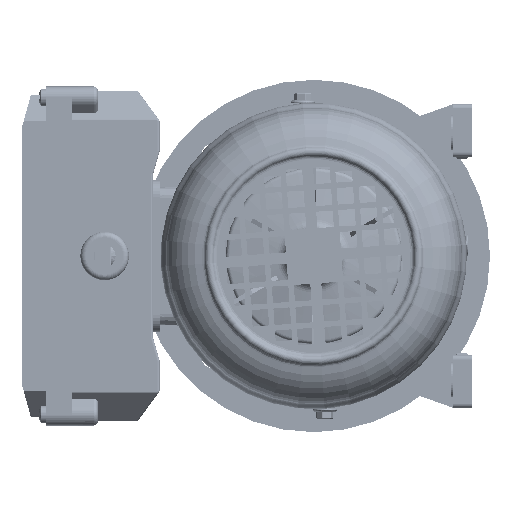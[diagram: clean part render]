
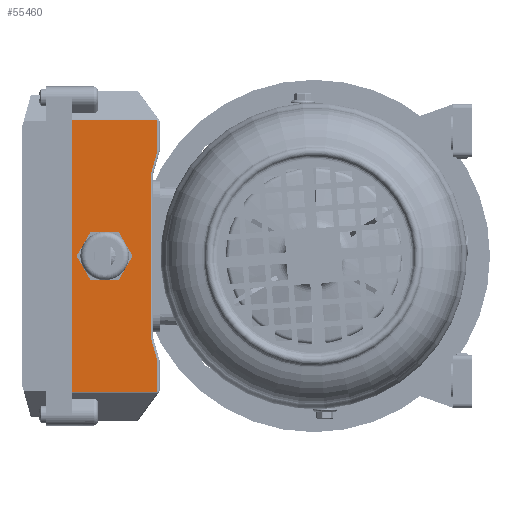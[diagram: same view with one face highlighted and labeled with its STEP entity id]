
A CAD part, left-side view. The second image highlights one B-rep face of the part: STEP entity #55460.
In plain terms, the highlighted face is planar.
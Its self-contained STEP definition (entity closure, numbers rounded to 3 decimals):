
#53765 = VERTEX_POINT ( 'NONE', #108687 ) ;
#53768 = EDGE_CURVE ( 'NONE', #53765, #53770, #108686, .T. ) ;
#53770 = VERTEX_POINT ( 'NONE', #108681 ) ;
#54424 = VERTEX_POINT ( 'NONE', #109457 ) ;
#54428 = EDGE_CURVE ( 'NONE', #54424, #54431, #109456, .T. ) ;
#54431 = VERTEX_POINT ( 'NONE', #109452 ) ;
#55434 = EDGE_CURVE ( 'NONE', #55570, #55436, #110412, .T. ) ;
#55436 = VERTEX_POINT ( 'NONE', #110408 ) ;
#55437 = ORIENTED_EDGE ( 'NONE', *, *, #55438, .T. ) ;
#55438 = EDGE_CURVE ( 'NONE', #55436, #55534, #110407, .T. ) ;
#55460 = ADVANCED_FACE ( 'NONE', ( #110441, #110440 ), #110439, .F. ) ;
#55511 = ORIENTED_EDGE ( 'NONE', *, *, #55514, .F. ) ;
#55514 = EDGE_CURVE ( 'NONE', #53770, #53765, #110509, .T. ) ;
#55516 = ORIENTED_EDGE ( 'NONE', *, *, #53768, .F. ) ;
#55534 = VERTEX_POINT ( 'NONE', #110489 ) ;
#55535 = ORIENTED_EDGE ( 'NONE', *, *, #55537, .T. ) ;
#55537 = EDGE_CURVE ( 'NONE', #55534, #55538, #110488, .T. ) ;
#55538 = VERTEX_POINT ( 'NONE', #110484 ) ;
#55540 = ORIENTED_EDGE ( 'NONE', *, *, #55542, .T. ) ;
#55542 = EDGE_CURVE ( 'NONE', #55538, #55544, #110483, .T. ) ;
#55544 = VERTEX_POINT ( 'NONE', #110479 ) ;
#55546 = ORIENTED_EDGE ( 'NONE', *, *, #55547, .T. ) ;
#55547 = EDGE_CURVE ( 'NONE', #55544, #55548, #110478, .T. ) ;
#55548 = VERTEX_POINT ( 'NONE', #110536 ) ;
#55549 = ORIENTED_EDGE ( 'NONE', *, *, #55551, .T. ) ;
#55551 = EDGE_CURVE ( 'NONE', #55548, #54431, #110535, .T. ) ;
#55553 = ORIENTED_EDGE ( 'NONE', *, *, #54428, .F. ) ;
#55554 = EDGE_LOOP ( 'NONE', ( #55511, #55516 ) ) ;
#55555 = EDGE_LOOP ( 'NONE', ( #55556, #55560, #55567, #55572, #55437, #55535, #55540, #55546, #55549, #55553 ) ) ;
#55556 = ORIENTED_EDGE ( 'NONE', *, *, #55557, .T. ) ;
#55557 = EDGE_CURVE ( 'NONE', #54424, #55558, #110531, .T. ) ;
#55558 = VERTEX_POINT ( 'NONE', #110527 ) ;
#55560 = ORIENTED_EDGE ( 'NONE', *, *, #55563, .T. ) ;
#55563 = EDGE_CURVE ( 'NONE', #55558, #55565, #110526, .T. ) ;
#55565 = VERTEX_POINT ( 'NONE', #110522 ) ;
#55567 = ORIENTED_EDGE ( 'NONE', *, *, #55568, .T. ) ;
#55568 = EDGE_CURVE ( 'NONE', #55565, #55570, #110521, .T. ) ;
#55570 = VERTEX_POINT ( 'NONE', #110517 ) ;
#55572 = ORIENTED_EDGE ( 'NONE', *, *, #55434, .T. ) ;
#108681 = CARTESIAN_POINT ( 'NONE',  ( -8., 25., -60.5 ) ) ;
#108682 = DIRECTION ( 'NONE',  ( -1., 0., 0. ) ) ;
#108683 = DIRECTION ( 'NONE',  ( 0., 0., -1. ) ) ;
#108684 = CARTESIAN_POINT ( 'NONE',  ( 0., 25., -60.5 ) ) ;
#108685 = AXIS2_PLACEMENT_3D ( 'NONE', #108684, #108683, #108682 ) ;
#108686 = CIRCLE ( 'NONE', #108685, 8. ) ;
#108687 = CARTESIAN_POINT ( 'NONE',  ( 8., 25., -60.5 ) ) ;
#109452 = CARTESIAN_POINT ( 'NONE',  ( -61.586, 40., -60.5 ) ) ;
#109453 = DIRECTION ( 'NONE',  ( -1., 0., 0. ) ) ;
#109454 = VECTOR ( 'NONE', #109453, 1000. ) ;
#109455 = CARTESIAN_POINT ( 'NONE',  ( -62., 40., -60.5 ) ) ;
#109456 = LINE ( 'NONE', #109455, #109454 ) ;
#109457 = CARTESIAN_POINT ( 'NONE',  ( 61.586, 40., -60.5 ) ) ;
#110404 = DIRECTION ( 'NONE',  ( -1., 0., 0. ) ) ;
#110405 = VECTOR ( 'NONE', #110404, 1000. ) ;
#110406 = CARTESIAN_POINT ( 'NONE',  ( 62., 4., -60.5 ) ) ;
#110407 = LINE ( 'NONE', #110406, #110405 ) ;
#110408 = CARTESIAN_POINT ( 'NONE',  ( 37.14, 4., -60.5 ) ) ;
#110409 = DIRECTION ( 'NONE',  ( -0.962, 0.275, 0. ) ) ;
#110410 = VECTOR ( 'NONE', #110409, 1000. ) ;
#110411 = CARTESIAN_POINT ( 'NONE',  ( 49.029, 0.603, -60.5 ) ) ;
#110412 = LINE ( 'NONE', #110411, #110410 ) ;
#110435 = DIRECTION ( 'NONE',  ( 1., 0., 0. ) ) ;
#110436 = DIRECTION ( 'NONE',  ( 0., 0., 1. ) ) ;
#110437 = AXIS2_PLACEMENT_3D ( 'NONE', #110438, #110436, #110435 ) ;
#110438 = CARTESIAN_POINT ( 'NONE',  ( 62., 46., -60.5 ) ) ;
#110439 = PLANE ( 'NONE',  #110437 ) ;
#110440 = FACE_BOUND ( 'NONE', #55554, .T. ) ;
#110441 = FACE_OUTER_BOUND ( 'NONE', #55555, .T. ) ;
#110451 = CARTESIAN_POINT ( 'NONE',  ( 0., 25., -60.5 ) ) ;
#110478 = LINE ( 'NONE', #110539, #110538 ) ;
#110479 = CARTESIAN_POINT ( 'NONE',  ( -61.17, 1., -60.5 ) ) ;
#110480 = DIRECTION ( 'NONE',  ( -1., 0., 0. ) ) ;
#110481 = VECTOR ( 'NONE', #110480, 1000. ) ;
#110482 = CARTESIAN_POINT ( 'NONE',  ( -61.5, 1., -60.5 ) ) ;
#110483 = LINE ( 'NONE', #110482, #110481 ) ;
#110484 = CARTESIAN_POINT ( 'NONE',  ( -47.64, 1., -60.5 ) ) ;
#110485 = DIRECTION ( 'NONE',  ( -0.962, -0.275, 0. ) ) ;
#110486 = VECTOR ( 'NONE', #110485, 1000. ) ;
#110487 = CARTESIAN_POINT ( 'NONE',  ( 65.612, 33.358, -60.5 ) ) ;
#110488 = LINE ( 'NONE', #110487, #110486 ) ;
#110489 = CARTESIAN_POINT ( 'NONE',  ( -37.14, 4., -60.5 ) ) ;
#110506 = DIRECTION ( 'NONE',  ( -1., 0., 0. ) ) ;
#110507 = DIRECTION ( 'NONE',  ( 0., 0., -1. ) ) ;
#110508 = AXIS2_PLACEMENT_3D ( 'NONE', #110451, #110507, #110506 ) ;
#110509 = CIRCLE ( 'NONE', #110508, 8. ) ;
#110517 = CARTESIAN_POINT ( 'NONE',  ( 47.64, 1., -60.5 ) ) ;
#110518 = DIRECTION ( 'NONE',  ( -1., 0., 0. ) ) ;
#110519 = VECTOR ( 'NONE', #110518, 1000. ) ;
#110520 = CARTESIAN_POINT ( 'NONE',  ( 47.5, 1., -60.5 ) ) ;
#110521 = LINE ( 'NONE', #110520, #110519 ) ;
#110522 = CARTESIAN_POINT ( 'NONE',  ( 61.17, 1., -60.5 ) ) ;
#110523 = DIRECTION ( 'NONE',  ( -0.804, -0.595, 0. ) ) ;
#110524 = VECTOR ( 'NONE', #110523, 1000. ) ;
#110525 = CARTESIAN_POINT ( 'NONE',  ( 83.229, 17.34, -60.5 ) ) ;
#110526 = LINE ( 'NONE', #110525, #110524 ) ;
#110527 = CARTESIAN_POINT ( 'NONE',  ( 61.586, 1.308, -60.5 ) ) ;
#110528 = DIRECTION ( 'NONE',  ( 0., -1., 0. ) ) ;
#110529 = VECTOR ( 'NONE', #110528, 1000. ) ;
#110530 = CARTESIAN_POINT ( 'NONE',  ( 61.586, 46., -60.5 ) ) ;
#110531 = LINE ( 'NONE', #110530, #110529 ) ;
#110532 = DIRECTION ( 'NONE',  ( 0., 1., 0. ) ) ;
#110533 = VECTOR ( 'NONE', #110532, 1000. ) ;
#110534 = CARTESIAN_POINT ( 'NONE',  ( -61.586, 46., -60.5 ) ) ;
#110535 = LINE ( 'NONE', #110534, #110533 ) ;
#110536 = CARTESIAN_POINT ( 'NONE',  ( -61.586, 1.308, -60.5 ) ) ;
#110537 = DIRECTION ( 'NONE',  ( -0.804, 0.595, 0. ) ) ;
#110538 = VECTOR ( 'NONE', #110537, 1000. ) ;
#110539 = CARTESIAN_POINT ( 'NONE',  ( -3.162, -41.969, -60.5 ) ) ;
